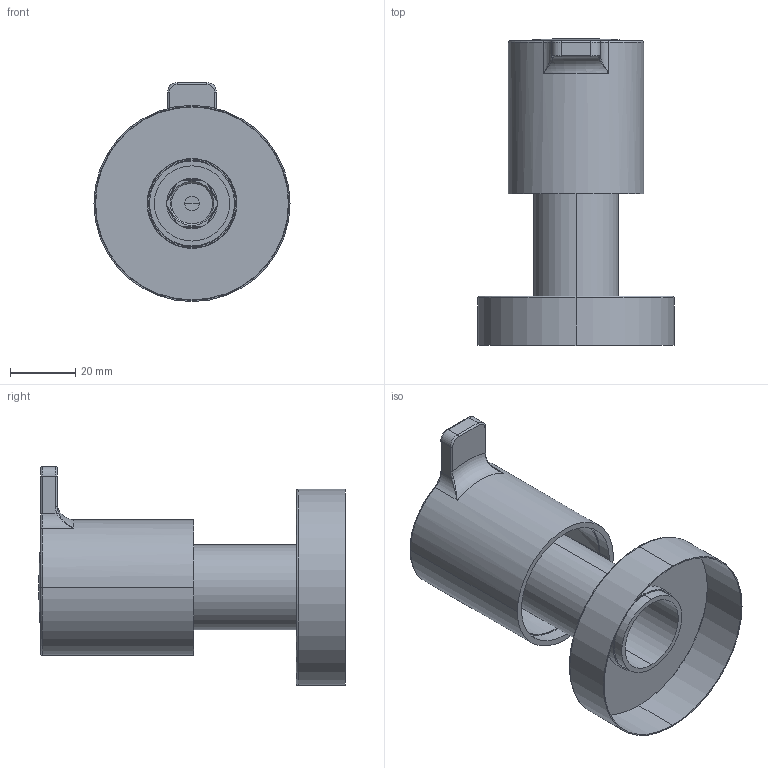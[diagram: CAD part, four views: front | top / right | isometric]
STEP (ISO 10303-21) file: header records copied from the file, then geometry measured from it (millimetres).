
FILE_DESCRIPTION (( 'STEP AP203' ), '1' );
FILE_NAME ('94FP04655.STEP', '2025-01-20T10:23:44', ( '' ), ( '' ), 'SwSTEP 2.0', 'SolidWorks 2021', '' );
FILE_SCHEMA (( 'CONFIG_CONTROL_DESIGN' ));
Length unit declared in the file: millimetre
Products named in the file (1): 94FP04655
Bounding box: 60 x 93.85 x 67 mm (x, y, z)
Volume: 34871.5 mm3; surface area: 37662.8 mm2
Topology: 4 solids, 4 shells, 197 faces, 487 edges, 309 vertices
Faces by surface type: plane 80, cylinder 51, torus 30, cone 25, sphere 6, bspline 5
Entity records: 6893 total; most frequent: CARTESIAN_POINT 2108, DIRECTION 1014, ORIENTED_EDGE 970, EDGE_CURVE 485, AXIS2_PLACEMENT_3D 402, VERTEX_POINT 309, EDGE_LOOP 216, VECTOR 210
